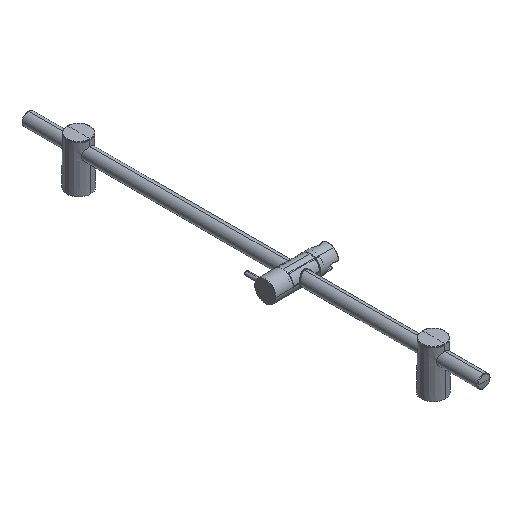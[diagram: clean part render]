
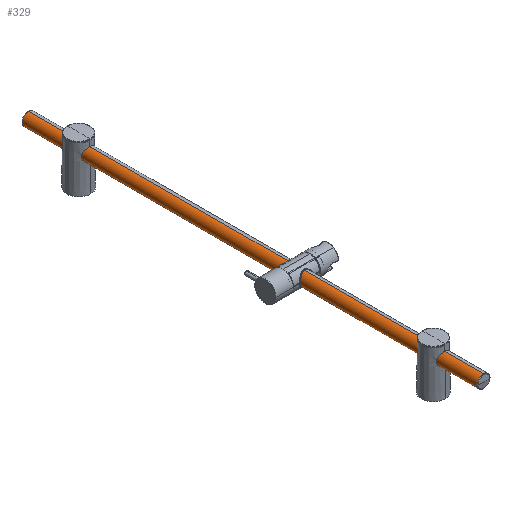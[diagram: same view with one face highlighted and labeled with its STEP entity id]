
A CAD part, isometric view. The second image highlights one B-rep face of the part: STEP entity #329.
In plain terms, the highlighted cylindrical face has radius 10.3 mm (diameter 20.6 mm), a partial arc.
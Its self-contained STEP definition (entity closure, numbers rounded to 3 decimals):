
#31=CARTESIAN_POINT('',(0.,430.,0.));
#32=DIRECTION('',(0.,-1.,0.));
#33=DIRECTION('',(0.,0.,1.));
#34=AXIS2_PLACEMENT_3D('',#31,#32,#33);
#46=DIRECTION('',(0.,-1.,0.));
#47=VECTOR('',#46,730.);
#48=CARTESIAN_POINT('',(0.,430.,-10.3));
#49=LINE('',#48,#47);
#55=CARTESIAN_POINT('',(0.,-300.,0.));
#56=DIRECTION('',(0.,1.,0.));
#57=DIRECTION('',(0.,0.,-1.));
#58=AXIS2_PLACEMENT_3D('',#55,#56,#57);
#70=DIRECTION('',(0.,-1.,0.));
#71=VECTOR('',#70,730.);
#72=CARTESIAN_POINT('',(0.,430.,10.3));
#73=LINE('',#72,#71);
#181=CARTESIAN_POINT('',(0.,-300.,10.3));
#182=CARTESIAN_POINT('',(0.,-300.,-10.3));
#183=VERTEX_POINT('',#181);
#184=VERTEX_POINT('',#182);
#185=CARTESIAN_POINT('',(0.,430.,10.3));
#186=VERTEX_POINT('',#185);
#187=CARTESIAN_POINT('',(0.,430.,-10.3));
#188=VERTEX_POINT('',#187);
#318=CARTESIAN_POINT('',(0.,-300.,0.));
#319=DIRECTION('',(0.,1.,0.));
#320=DIRECTION('',(0.,0.,1.));
#321=AXIS2_PLACEMENT_3D('',#318,#319,#320);
#322=CYLINDRICAL_SURFACE('',#321,10.3);
#323=ORIENTED_EDGE('',*,*,#300,.F.);
#324=ORIENTED_EDGE('',*,*,#282,.F.);
#325=ORIENTED_EDGE('',*,*,#255,.F.);
#326=ORIENTED_EDGE('',*,*,#279,.T.);
#327=EDGE_LOOP('',(#323,#324,#325,#326));
#328=FACE_OUTER_BOUND('',#327,.F.);
#329=ADVANCED_FACE('',(#328),#322,.T.);
#35=CIRCLE('',#34,10.3);
#59=CIRCLE('',#58,10.3);
#255=EDGE_CURVE('',#186,#188,#35,.T.);
#279=EDGE_CURVE('',#186,#183,#73,.T.);
#282=EDGE_CURVE('',#188,#184,#49,.T.);
#300=EDGE_CURVE('',#184,#183,#59,.T.);
